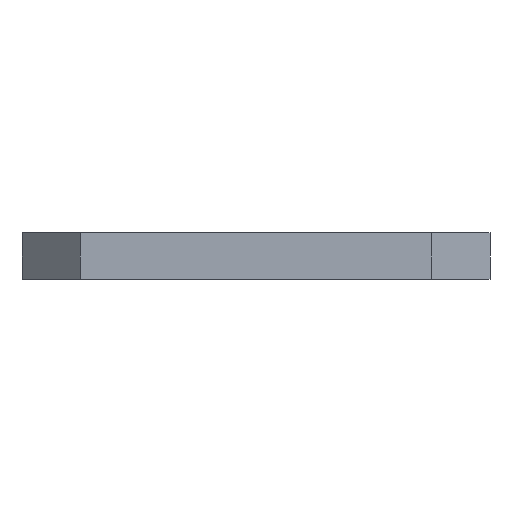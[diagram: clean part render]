
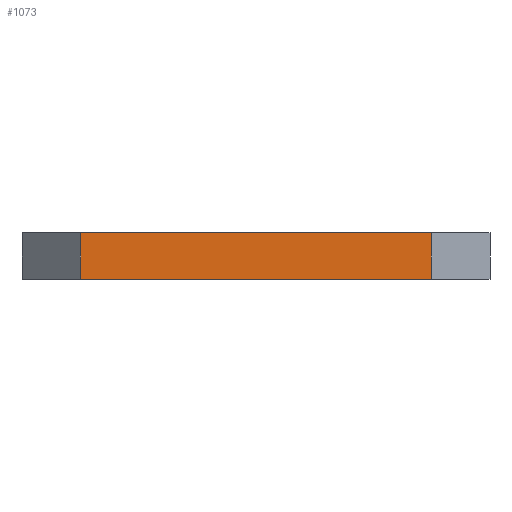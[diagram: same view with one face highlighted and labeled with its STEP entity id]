
A CAD part, left-side view. The second image highlights one B-rep face of the part: STEP entity #1073.
In plain terms, the highlighted planar face has unit normal (-1, 0, 0).
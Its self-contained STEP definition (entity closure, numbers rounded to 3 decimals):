
#1073=ADVANCED_FACE('',(#2216),#2217,.T.);
#2216=FACE_OUTER_BOUND('',#3490,.T.);
#2217=PLANE('',#3491);
#3490=EDGE_LOOP('',(#6423,#6424,#6425,#6426));
#3491=AXIS2_PLACEMENT_3D('',#6427,#6428,#6429);
#6423=ORIENTED_EDGE('',*,*,#7935,.T.);
#6424=ORIENTED_EDGE('',*,*,#7936,.F.);
#6425=ORIENTED_EDGE('',*,*,#7937,.T.);
#6426=ORIENTED_EDGE('',*,*,#7932,.T.);
#6427=CARTESIAN_POINT('',(-200.0,-150.0,0.0));
#6428=DIRECTION('',(-1.0,0.0,0.0));
#6429=DIRECTION('',(0.0,0.0,1.0));
#7932=EDGE_CURVE('',#9688,#9686,#9689,.T.);
#7935=EDGE_CURVE('',#9686,#9692,#9693,.T.);
#7936=EDGE_CURVE('',#9694,#9692,#9695,.T.);
#7937=EDGE_CURVE('',#9694,#9688,#9696,.T.);
#9686=VERTEX_POINT('',#11732);
#9688=VERTEX_POINT('',#11735);
#9689=LINE('',#11736,#11737);
#9692=VERTEX_POINT('',#11741);
#9693=LINE('',#11742,#11743);
#9694=VERTEX_POINT('',#11744);
#9695=LINE('',#11745,#11746);
#9696=LINE('',#11747,#11748);
#11732=CARTESIAN_POINT('',(-200.0,-150.0,40.0));
#11735=CARTESIAN_POINT('',(-200.0,-150.0,0.0));
#11736=CARTESIAN_POINT('',(-200.0,-150.0,0.0));
#11737=VECTOR('',#13710,1.0);
#11741=CARTESIAN_POINT('',(-200.0,150.0,40.0));
#11742=CARTESIAN_POINT('',(-200.0,150.0,40.0));
#11743=VECTOR('',#13712,1.0);
#11744=CARTESIAN_POINT('',(-200.0,150.0,0.0));
#11745=CARTESIAN_POINT('',(-200.0,150.0,0.0));
#11746=VECTOR('',#13713,1.0);
#11747=CARTESIAN_POINT('',(-200.0,150.0,0.0));
#11748=VECTOR('',#13714,1.0);
#13710=DIRECTION('',(0.0,0.0,1.0));
#13712=DIRECTION('',(0.0,1.0,0.0));
#13713=DIRECTION('',(0.0,0.0,1.0));
#13714=DIRECTION('',(0.0,-1.0,0.0));
